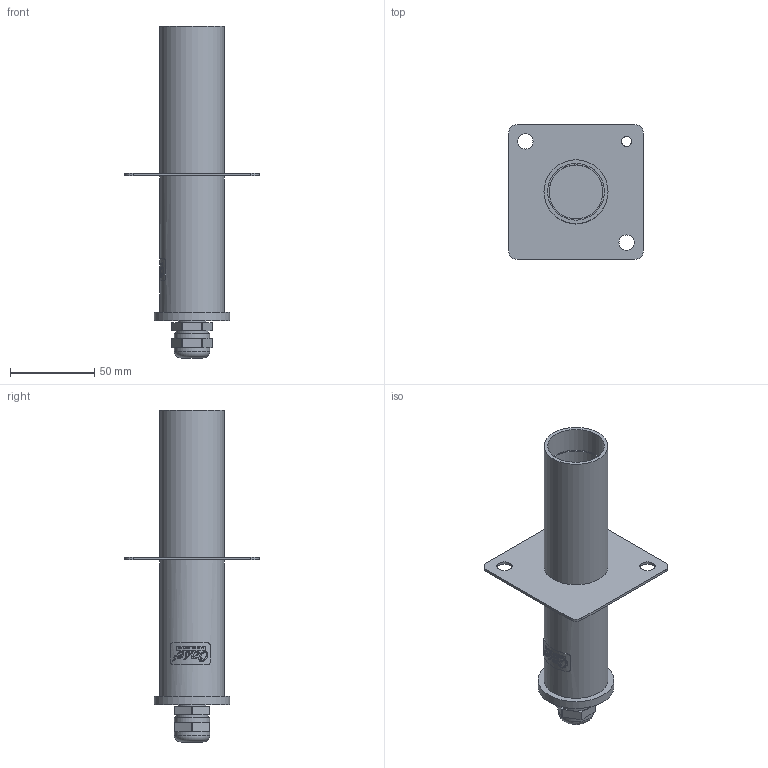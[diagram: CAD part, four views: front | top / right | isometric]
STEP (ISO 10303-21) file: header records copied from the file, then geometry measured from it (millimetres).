
FILE_DESCRIPTION(/* description */ (''),/* implementation_level */ '2;1');
FILE_NAME(/* name */ '51741 Kabeldurchführung 1.stp',/* time_stamp */ '2017-09-18T09:17:50+02:00',/* author */ ('guzb562'),/* organization */ (''),/* preprocessor_version */ 'ST-DEVELOPER v16.1',/* originating_system */ 'Autodesk Inventor 2016',/* authorisation */ '');
FILE_SCHEMA (('AUTOMOTIVE_DESIGN { 1 0 10303 214 3 1 1 }'));
Length unit declared in the file: millimetre
Products named in the file (1): 51741 Kabeldurchführung 1
Bounding box: 80 x 80 x 197 mm (x, y, z)
Volume: 78822.9 mm3; surface area: 55459.3 mm2
Topology: 1 solids, 2 shells, 273 faces, 701 edges, 465 vertices
Faces by surface type: plane 138, bspline 78, cylinder 56, torus 1
Full cylindrical faces by diameter (mm): 6 x1, 9 x3, 16.312 x1, 19.281 x1, 20.988 x1, 21 x1, 32 x2, 33.7 x1, 38 x2, 45 x1
Entity records: 11374 total; most frequent: CARTESIAN_POINT 5092, ORIENTED_EDGE 1370, DIRECTION 1131, EDGE_CURVE 685, VERTEX_POINT 464, AXIS2_PLACEMENT_3D 414, EDGE_LOOP 327, LINE 303
